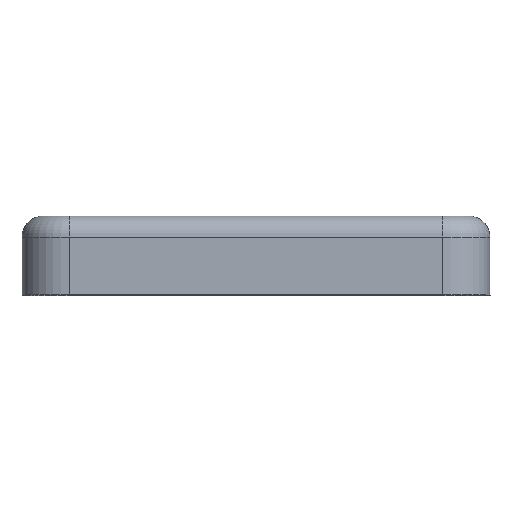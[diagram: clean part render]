
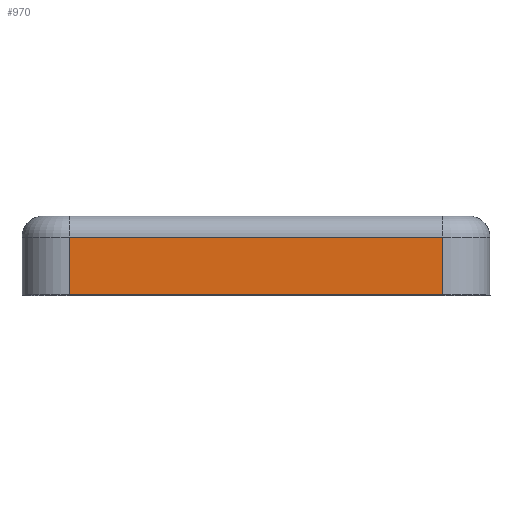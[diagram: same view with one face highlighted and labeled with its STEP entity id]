
A CAD part, top view. The second image highlights one B-rep face of the part: STEP entity #970.
In plain terms, the highlighted planar face has unit normal (0, 0, 1).
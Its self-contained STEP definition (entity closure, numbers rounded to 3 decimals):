
#38 = EDGE_CURVE ( 'NONE', #1662, #528, #2369, .T. ) ;
#87 = CARTESIAN_POINT ( 'NONE',  ( -7.1, 0., 10.3 ) ) ;
#117 = DIRECTION ( 'NONE',  ( 0., -1., 0. ) ) ;
#256 = CARTESIAN_POINT ( 'NONE',  ( -7.1, -3., 10.3 ) ) ;
#283 = EDGE_LOOP ( 'NONE', ( #440, #1913, #2258, #1569 ) ) ;
#294 = DIRECTION ( 'NONE',  ( 1., 0., 0. ) ) ;
#399 = LINE ( 'NONE', #2110, #1139 ) ;
#440 = ORIENTED_EDGE ( 'NONE', *, *, #1236, .T. ) ;
#514 = CARTESIAN_POINT ( 'NONE',  ( 7.1, -3., 10.3 ) ) ;
#515 = EDGE_CURVE ( 'NONE', #2117, #2217, #399, .T. ) ;
#528 = VERTEX_POINT ( 'NONE', #514 ) ;
#557 = LINE ( 'NONE', #256, #1901 ) ;
#667 = DIRECTION ( 'NONE',  ( 1., 0., 0. ) ) ;
#970 = ADVANCED_FACE ( 'NONE', ( #2239 ), #2092, .T. ) ;
#1139 = VECTOR ( 'NONE', #117, 1000. ) ;
#1236 = EDGE_CURVE ( 'NONE', #2217, #528, #557, .T. ) ;
#1305 = DIRECTION ( 'NONE',  ( 0., -1., 0. ) ) ;
#1391 = VECTOR ( 'NONE', #1752, 1000. ) ;
#1537 = AXIS2_PLACEMENT_3D ( 'NONE', #87, #1890, #1305 ) ;
#1569 = ORIENTED_EDGE ( 'NONE', *, *, #515, .T. ) ;
#1659 = LINE ( 'NONE', #2492, #1968 ) ;
#1662 = VERTEX_POINT ( 'NONE', #1750 ) ;
#1742 = CARTESIAN_POINT ( 'NONE',  ( -7.1, -3., 10.3 ) ) ;
#1750 = CARTESIAN_POINT ( 'NONE',  ( 7.1, -0.8, 10.3 ) ) ;
#1752 = DIRECTION ( 'NONE',  ( 0., -1., 0. ) ) ;
#1890 = DIRECTION ( 'NONE',  ( 0., 0., 1. ) ) ;
#1901 = VECTOR ( 'NONE', #667, 1000. ) ;
#1913 = ORIENTED_EDGE ( 'NONE', *, *, #38, .F. ) ;
#1968 = VECTOR ( 'NONE', #294, 1000. ) ;
#2011 = EDGE_CURVE ( 'NONE', #2117, #1662, #1659, .T. ) ;
#2092 = PLANE ( 'NONE',  #1537 ) ;
#2110 = CARTESIAN_POINT ( 'NONE',  ( -7.1, 0., 10.3 ) ) ;
#2117 = VERTEX_POINT ( 'NONE', #2319 ) ;
#2217 = VERTEX_POINT ( 'NONE', #1742 ) ;
#2239 = FACE_OUTER_BOUND ( 'NONE', #283, .T. ) ;
#2258 = ORIENTED_EDGE ( 'NONE', *, *, #2011, .F. ) ;
#2319 = CARTESIAN_POINT ( 'NONE',  ( -7.1, -0.8, 10.3 ) ) ;
#2322 = CARTESIAN_POINT ( 'NONE',  ( 7.1, 0., 10.3 ) ) ;
#2369 = LINE ( 'NONE', #2322, #1391 ) ;
#2492 = CARTESIAN_POINT ( 'NONE',  ( -7.1, -0.8, 10.3 ) ) ;
